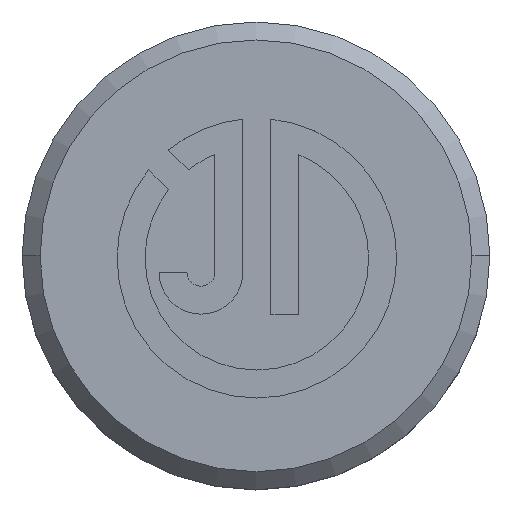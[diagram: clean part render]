
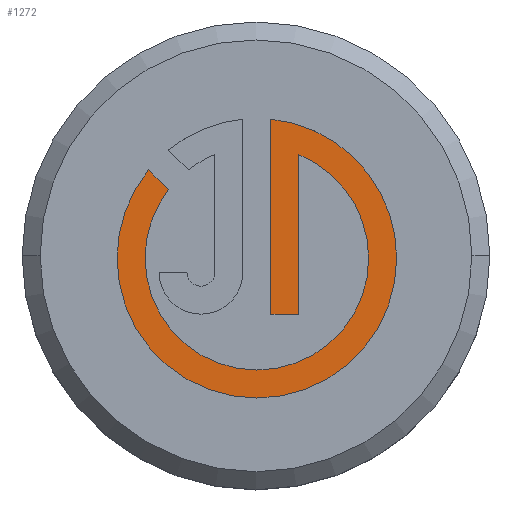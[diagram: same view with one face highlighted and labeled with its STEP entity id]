
A CAD part, top view. The second image highlights one B-rep face of the part: STEP entity #1272.
In plain terms, the highlighted planar face has unit normal (0, 0, 1).
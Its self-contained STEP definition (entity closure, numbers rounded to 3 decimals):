
#42 = LINE ( 'NONE', #2389, #1974 ) ;
#56 = ORIENTED_EDGE ( 'NONE', *, *, #562, .T. ) ;
#114 = ORIENTED_EDGE ( 'NONE', *, *, #2360, .T. ) ;
#128 = LINE ( 'NONE', #1440, #1073 ) ;
#163 = VECTOR ( 'NONE', #614, 1000. ) ;
#232 = CARTESIAN_POINT ( 'NONE',  ( 0.413, -1.62, 89.9 ) ) ;
#266 = CIRCLE ( 'NONE', #1217, 3.108 ) ;
#268 = AXIS2_PLACEMENT_3D ( 'NONE', #736, #370, #1671 ) ;
#282 = VERTEX_POINT ( 'NONE', #577 ) ;
#312 = CARTESIAN_POINT ( 'NONE',  ( 1.19, -1.62, 89.9 ) ) ;
#322 = DIRECTION ( 'NONE',  ( 0., 0., 1. ) ) ;
#333 = VERTEX_POINT ( 'NONE', #663 ) ;
#361 = CIRCLE ( 'NONE', #520, 3.108 ) ;
#370 = DIRECTION ( 'NONE',  ( 0., 0., 1. ) ) ;
#426 = FACE_OUTER_BOUND ( 'NONE', #999, .T. ) ;
#431 = CARTESIAN_POINT ( 'NONE',  ( 1.19, 0., 89.9 ) ) ;
#496 = ORIENTED_EDGE ( 'NONE', *, *, #1292, .T. ) ;
#503 = VERTEX_POINT ( 'NONE', #2008 ) ;
#520 = AXIS2_PLACEMENT_3D ( 'NONE', #752, #2065, #948 ) ;
#527 = CIRCLE ( 'NONE', #2214, 3.108 ) ;
#534 = AXIS2_PLACEMENT_3D ( 'NONE', #785, #2097, #975 ) ;
#562 = EDGE_CURVE ( 'NONE', #683, #2275, #266, .T. ) ;
#568 = CARTESIAN_POINT ( 'NONE',  ( 0.025, -0.066, 89.9 ) ) ;
#577 = CARTESIAN_POINT ( 'NONE',  ( 3.909, -0.066, 89.9 ) ) ;
#614 = DIRECTION ( 'NONE',  ( 0., 1., 0. ) ) ;
#636 = VERTEX_POINT ( 'NONE', #1503 ) ;
#651 = EDGE_CURVE ( 'NONE', #333, #683, #527, .T. ) ;
#663 = CARTESIAN_POINT ( 'NONE',  ( 1.19, 2.815, 89.9 ) ) ;
#683 = VERTEX_POINT ( 'NONE', #1129 ) ;
#720 = EDGE_CURVE ( 'NONE', #636, #282, #914, .T. ) ;
#736 = CARTESIAN_POINT ( 'NONE',  ( 0., 0., 89.9 ) ) ;
#752 = CARTESIAN_POINT ( 'NONE',  ( 0.025, -0.066, 89.9 ) ) ;
#756 = DIRECTION ( 'NONE',  ( -1., 0., 0. ) ) ;
#779 = VERTEX_POINT ( 'NONE', #232 ) ;
#785 = CARTESIAN_POINT ( 'NONE',  ( 0.025, -0.066, 89.9 ) ) ;
#822 = AXIS2_PLACEMENT_3D ( 'NONE', #2195, #1076, #2375 ) ;
#914 = CIRCLE ( 'NONE', #534, 3.885 ) ;
#948 = DIRECTION ( 'NONE',  ( -1., 0., 0. ) ) ;
#975 = DIRECTION ( 'NONE',  ( 1., 0., 0. ) ) ;
#999 = EDGE_LOOP ( 'NONE', ( #2180, #56, #496, #1282, #2015, #1854, #1619, #114, #1429, #1592 ) ) ;
#1069 = AXIS2_PLACEMENT_3D ( 'NONE', #1454, #322, #1629 ) ;
#1073 = VECTOR ( 'NONE', #1858, 1000. ) ;
#1076 = DIRECTION ( 'NONE',  ( 0., 0., 1. ) ) ;
#1097 = DIRECTION ( 'NONE',  ( 1., 0., 0. ) ) ;
#1103 = DIRECTION ( 'NONE',  ( 0., 0., -1. ) ) ;
#1109 = VERTEX_POINT ( 'NONE', #2190 ) ;
#1114 = EDGE_CURVE ( 'NONE', #1109, #636, #1763, .T. ) ;
#1129 = CARTESIAN_POINT ( 'NONE',  ( 3.132, -0.066, 89.9 ) ) ;
#1138 = EDGE_CURVE ( 'NONE', #282, #1209, #2150, .T. ) ;
#1204 = EDGE_CURVE ( 'NONE', #779, #1750, #42, .T. ) ;
#1209 = VERTEX_POINT ( 'NONE', #1840 ) ;
#1217 = AXIS2_PLACEMENT_3D ( 'NONE', #2221, #1103, #2403 ) ;
#1272 = ADVANCED_FACE ( 'NONE', ( #426 ), #1498, .T. ) ;
#1282 = ORIENTED_EDGE ( 'NONE', *, *, #2408, .T. ) ;
#1292 = EDGE_CURVE ( 'NONE', #2275, #503, #361, .T. ) ;
#1318 = LINE ( 'NONE', #1424, #2187 ) ;
#1404 = CARTESIAN_POINT ( 'NONE',  ( -3.083, -0.066, 89.9 ) ) ;
#1424 = CARTESIAN_POINT ( 'NONE',  ( 0.413, 0., 89.9 ) ) ;
#1429 = ORIENTED_EDGE ( 'NONE', *, *, #1204, .T. ) ;
#1440 = CARTESIAN_POINT ( 'NONE',  ( -2.431, 1.839, 89.9 ) ) ;
#1454 = CARTESIAN_POINT ( 'NONE',  ( 0.025, -0.066, 89.9 ) ) ;
#1498 = PLANE ( 'NONE',  #268 ) ;
#1503 = CARTESIAN_POINT ( 'NONE',  ( -3.86, -0.066, 89.9 ) ) ;
#1592 = ORIENTED_EDGE ( 'NONE', *, *, #2197, .T. ) ;
#1619 = ORIENTED_EDGE ( 'NONE', *, *, #1138, .T. ) ;
#1629 = DIRECTION ( 'NONE',  ( 1., 0., 0. ) ) ;
#1671 = DIRECTION ( 'NONE',  ( 1., 0., 0. ) ) ;
#1750 = VERTEX_POINT ( 'NONE', #312 ) ;
#1763 = CIRCLE ( 'NONE', #822, 3.885 ) ;
#1771 = LINE ( 'NONE', #431, #163 ) ;
#1840 = CARTESIAN_POINT ( 'NONE',  ( 0.413, 3.799, 89.9 ) ) ;
#1854 = ORIENTED_EDGE ( 'NONE', *, *, #720, .T. ) ;
#1858 = DIRECTION ( 'NONE',  ( -0.707, 0.707, 0. ) ) ;
#1880 = DIRECTION ( 'NONE',  ( 0., 0., -1. ) ) ;
#1974 = VECTOR ( 'NONE', #1097, 1000. ) ;
#2008 = CARTESIAN_POINT ( 'NONE',  ( -2.431, 1.839, 89.9 ) ) ;
#2015 = ORIENTED_EDGE ( 'NONE', *, *, #1114, .T. ) ;
#2065 = DIRECTION ( 'NONE',  ( 0., 0., -1. ) ) ;
#2097 = DIRECTION ( 'NONE',  ( 0., 0., 1. ) ) ;
#2150 = CIRCLE ( 'NONE', #1069, 3.885 ) ;
#2167 = DIRECTION ( 'NONE',  ( 0., -1., 0. ) ) ;
#2180 = ORIENTED_EDGE ( 'NONE', *, *, #651, .T. ) ;
#2187 = VECTOR ( 'NONE', #2167, 1000. ) ;
#2190 = CARTESIAN_POINT ( 'NONE',  ( -2.983, 2.392, 89.9 ) ) ;
#2195 = CARTESIAN_POINT ( 'NONE',  ( 0.025, -0.066, 89.9 ) ) ;
#2197 = EDGE_CURVE ( 'NONE', #1750, #333, #1771, .T. ) ;
#2214 = AXIS2_PLACEMENT_3D ( 'NONE', #568, #1880, #756 ) ;
#2221 = CARTESIAN_POINT ( 'NONE',  ( 0.025, -0.066, 89.9 ) ) ;
#2275 = VERTEX_POINT ( 'NONE', #1404 ) ;
#2360 = EDGE_CURVE ( 'NONE', #1209, #779, #1318, .T. ) ;
#2375 = DIRECTION ( 'NONE',  ( 1., 0., 0. ) ) ;
#2389 = CARTESIAN_POINT ( 'NONE',  ( 0., -1.62, 89.9 ) ) ;
#2403 = DIRECTION ( 'NONE',  ( -1., 0., 0. ) ) ;
#2408 = EDGE_CURVE ( 'NONE', #503, #1109, #128, .T. ) ;
